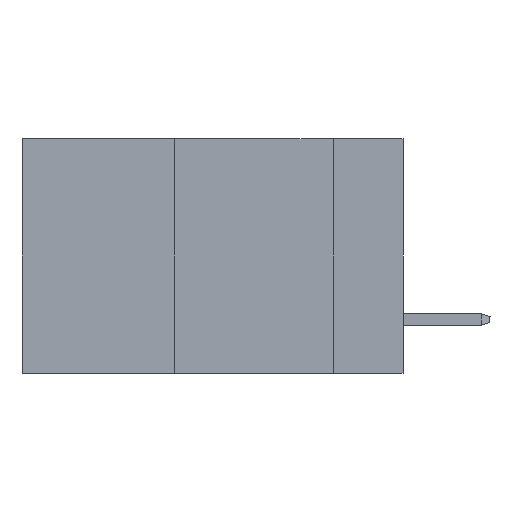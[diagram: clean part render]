
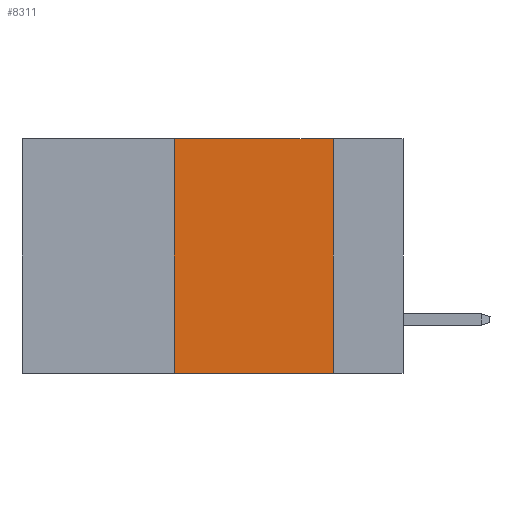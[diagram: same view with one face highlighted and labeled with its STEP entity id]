
A CAD part, left-side view. The second image highlights one B-rep face of the part: STEP entity #8311.
In plain terms, the highlighted planar face has unit normal (-1, 0, 0).
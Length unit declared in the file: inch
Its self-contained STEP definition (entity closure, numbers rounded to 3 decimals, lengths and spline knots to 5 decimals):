
#274 = EDGE_CURVE ( 'NONE', #24220, #21973, #23283, .T. ) ;
#870 = VECTOR ( 'NONE', #24891, 39.37008 ) ;
#1351 = VECTOR ( 'NONE', #10957, 39.37008 ) ;
#2304 = ORIENTED_EDGE ( 'NONE', *, *, #4617, .F. ) ;
#2558 = CARTESIAN_POINT ( 'NONE',  ( 0., 0.11, 0. ) ) ;
#3189 = VECTOR ( 'NONE', #17601, 39.37008 ) ;
#4617 = EDGE_CURVE ( 'NONE', #16399, #13356, #15223, .T. ) ;
#5640 = DIRECTION ( 'NONE',  ( 0., 0., -1. ) ) ;
#6738 = ORIENTED_EDGE ( 'NONE', *, *, #274, .T. ) ;
#7120 = EDGE_CURVE ( 'NONE', #13356, #21973, #10472, .T. ) ;
#8311 = ADVANCED_FACE ( 'NONE', ( #26653 ), #27331, .F. ) ;
#9125 = ORIENTED_EDGE ( 'NONE', *, *, #7120, .F. ) ;
#10330 = DIRECTION ( 'NONE',  ( 1., 0., 0. ) ) ;
#10472 = LINE ( 'NONE', #25181, #870 ) ;
#10520 = AXIS2_PLACEMENT_3D ( 'NONE', #27761, #10330, #5640 ) ;
#10957 = DIRECTION ( 'NONE',  ( 0., -1., 0. ) ) ;
#12439 = CARTESIAN_POINT ( 'NONE',  ( 0., 0.36, -0.37 ) ) ;
#13356 = VERTEX_POINT ( 'NONE', #2558 ) ;
#15223 = LINE ( 'NONE', #21567, #1351 ) ;
#15818 = LINE ( 'NONE', #18063, #21384 ) ;
#16399 = VERTEX_POINT ( 'NONE', #23418 ) ;
#17601 = DIRECTION ( 'NONE',  ( 0., -1., 0. ) ) ;
#18063 = CARTESIAN_POINT ( 'NONE',  ( 0., 0.36, 0. ) ) ;
#20343 = EDGE_CURVE ( 'NONE', #24220, #16399, #15818, .T. ) ;
#21384 = VECTOR ( 'NONE', #24419, 39.37008 ) ;
#21567 = CARTESIAN_POINT ( 'NONE',  ( 0., 0.6, 0. ) ) ;
#21973 = VERTEX_POINT ( 'NONE', #22809 ) ;
#22704 = EDGE_LOOP ( 'NONE', ( #9125, #2304, #26723, #6738 ) ) ;
#22809 = CARTESIAN_POINT ( 'NONE',  ( 0., 0.11, -0.37 ) ) ;
#23283 = LINE ( 'NONE', #23426, #3189 ) ;
#23418 = CARTESIAN_POINT ( 'NONE',  ( 0., 0.36, 0. ) ) ;
#23426 = CARTESIAN_POINT ( 'NONE',  ( 0., 0.6, -0.37 ) ) ;
#24220 = VERTEX_POINT ( 'NONE', #12439 ) ;
#24419 = DIRECTION ( 'NONE',  ( 0., 0., 1. ) ) ;
#24891 = DIRECTION ( 'NONE',  ( 0., 0., -1. ) ) ;
#25181 = CARTESIAN_POINT ( 'NONE',  ( 0., 0.11, 0. ) ) ;
#26653 = FACE_OUTER_BOUND ( 'NONE', #22704, .T. ) ;
#26723 = ORIENTED_EDGE ( 'NONE', *, *, #20343, .F. ) ;
#27331 = PLANE ( 'NONE',  #10520 ) ;
#27761 = CARTESIAN_POINT ( 'NONE',  ( 0., 0.6, 0. ) ) ;
